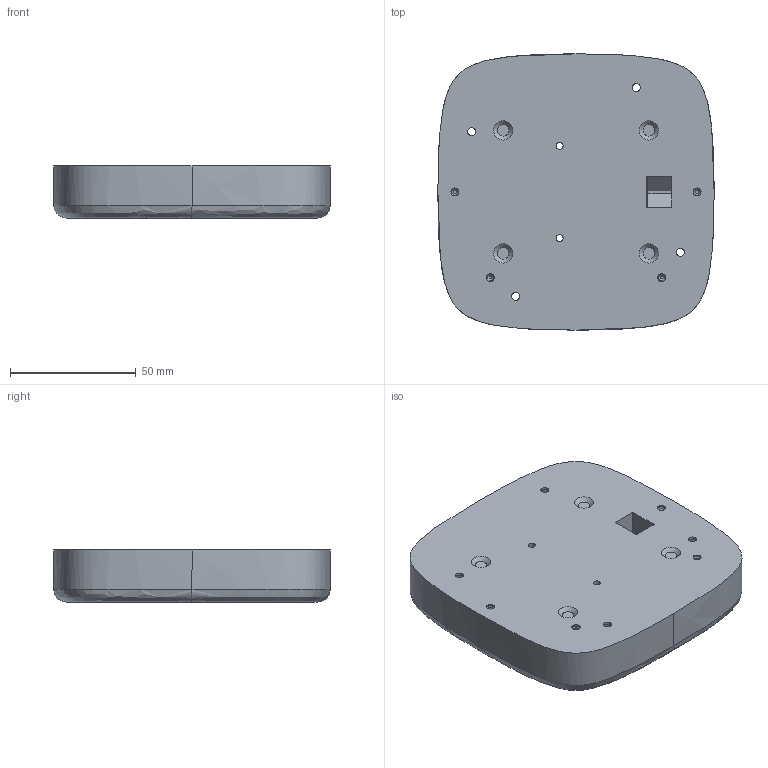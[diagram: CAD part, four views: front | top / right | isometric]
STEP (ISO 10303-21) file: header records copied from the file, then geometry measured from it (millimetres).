
FILE_DESCRIPTION(/* description */ (''),/* implementation_level */ '2;1');
FILE_NAME(/* name */ '3-Watt Speaker Chamber v8.step',/* time_stamp */ '2025-06-03T16:44:10+01:00',/* author */ (''),/* organization */ (''),/* preprocessor_version */ 'ST-DEVELOPER v20.1',/* originating_system */ 'Autodesk Translation Framework v14.10.0.0',/* authorisation */ '');
FILE_SCHEMA (('AUTOMOTIVE_DESIGN { 1 0 10303 214 3 1 1 }'));
Length unit declared in the file: millimetre
Products named in the file (1): 3-Watt Speaker Chamber
Bounding box: 110 x 110 x 20.72 mm (x, y, z)
Volume: 190317.7 mm3; surface area: 36012.5 mm2
Topology: 1 solids, 1 shells, 113 faces, 269 edges, 178 vertices
Faces by surface type: plane 53, cylinder 40, bspline 12, cone 8
Full cylindrical faces by diameter (mm): 2.8 x6, 3.2 x8, 6.5 x8
Entity records: 4033 total; most frequent: CARTESIAN_POINT 1313, DIRECTION 573, ORIENTED_EDGE 538, EDGE_CURVE 269, AXIS2_PLACEMENT_3D 214, VERTEX_POINT 178, EDGE_LOOP 147, LINE 145
